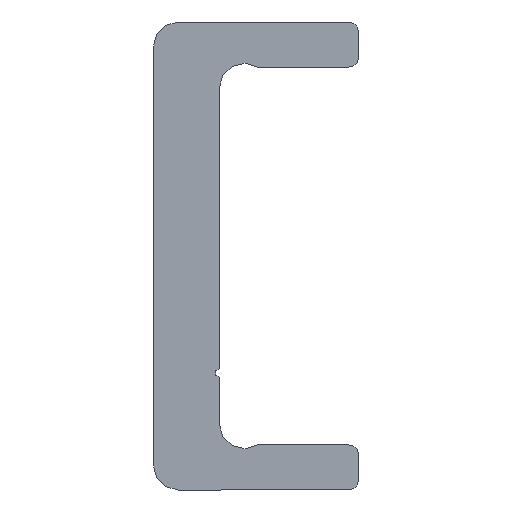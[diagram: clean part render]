
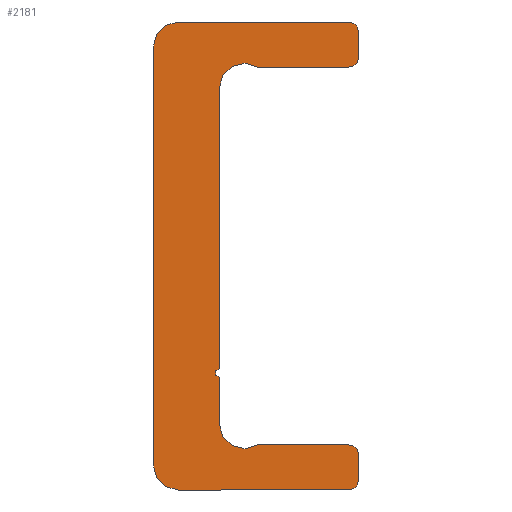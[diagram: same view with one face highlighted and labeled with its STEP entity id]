
A CAD part, left-side view. The second image highlights one B-rep face of the part: STEP entity #2181.
In plain terms, the highlighted planar face has unit normal (-1, 0, 0).
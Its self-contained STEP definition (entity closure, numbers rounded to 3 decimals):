
#1427=CARTESIAN_POINT('',(0.0,2.2,10.03));
#1428=VERTEX_POINT('',#1427);
#1435=CARTESIAN_POINT('',(0.0,2.2,-6.75));
#1436=VERTEX_POINT('',#1435);
#1437=CARTESIAN_POINT('',(0.0,2.2,10.03));
#1438=DIRECTION('',(0.0,0.0,-1.0));
#1439=VECTOR('',#1438,16.78);
#1440=LINE('',#1437,#1439);
#1441=EDGE_CURVE('',#1428,#1436,#1440,.T.);
#1550=CARTESIAN_POINT('',(0.0,-0.098,11.3));
#1551=VERTEX_POINT('',#1550);
#1558=CARTESIAN_POINT('',(0.0,0.7,10.03));
#1559=DIRECTION('',(-1.0,0.0,0.0));
#1560=DIRECTION('',(0.0,-1.0,0.0));
#1561=AXIS2_PLACEMENT_3D('',#1558,#1559,#1560);
#1562=CIRCLE('',#1561,1.5);
#1563=EDGE_CURVE('',#1551,#1428,#1562,.T.);
#1582=CARTESIAN_POINT('',(0.0,-5.55,11.3));
#1583=VERTEX_POINT('',#1582);
#1590=CARTESIAN_POINT('',(0.0,-5.55,11.3));
#1591=DIRECTION('',(0.0,1.0,0.0));
#1592=VECTOR('',#1591,5.452);
#1593=LINE('',#1590,#1592);
#1594=EDGE_CURVE('',#1583,#1551,#1593,.T.);
#1614=CARTESIAN_POINT('',(0.0,-6.15,11.9));
#1615=VERTEX_POINT('',#1614);
#1622=CARTESIAN_POINT('',(0.0,-5.55,11.9));
#1623=DIRECTION('',(1.0,0.0,0.0));
#1624=DIRECTION('',(0.0,-1.0,0.0));
#1625=AXIS2_PLACEMENT_3D('',#1622,#1623,#1624);
#1626=CIRCLE('',#1625,0.6);
#1627=EDGE_CURVE('',#1615,#1583,#1626,.T.);
#1646=CARTESIAN_POINT('',(0.0,-6.15,13.4));
#1647=VERTEX_POINT('',#1646);
#1654=CARTESIAN_POINT('',(0.0,-6.15,13.4));
#1655=DIRECTION('',(0.0,0.0,-1.0));
#1656=VECTOR('',#1655,1.5);
#1657=LINE('',#1654,#1656);
#1658=EDGE_CURVE('',#1647,#1615,#1657,.T.);
#1678=CARTESIAN_POINT('',(0.0,-5.55,14.));
#1679=VERTEX_POINT('',#1678);
#1686=CARTESIAN_POINT('',(0.0,-5.55,13.4));
#1687=DIRECTION('',(1.0,0.0,0.0));
#1688=DIRECTION('',(0.0,0.0,1.0));
#1689=AXIS2_PLACEMENT_3D('',#1686,#1687,#1688);
#1690=CIRCLE('',#1689,0.6);
#1691=EDGE_CURVE('',#1679,#1647,#1690,.T.);
#1710=CARTESIAN_POINT('',(0.0,4.65,14.));
#1711=VERTEX_POINT('',#1710);
#1718=CARTESIAN_POINT('',(0.0,4.65,14.));
#1719=DIRECTION('',(0.0,-1.0,0.0));
#1720=VECTOR('',#1719,10.2);
#1721=LINE('',#1718,#1720);
#1722=EDGE_CURVE('',#1711,#1679,#1721,.T.);
#1742=CARTESIAN_POINT('',(0.0,6.15,12.5));
#1743=VERTEX_POINT('',#1742);
#1750=CARTESIAN_POINT('',(0.0,4.65,12.5));
#1751=DIRECTION('',(1.0,0.0,0.0));
#1752=DIRECTION('',(0.0,1.0,0.0));
#1753=AXIS2_PLACEMENT_3D('',#1750,#1751,#1752);
#1754=CIRCLE('',#1753,1.5);
#1755=EDGE_CURVE('',#1743,#1711,#1754,.T.);
#1774=CARTESIAN_POINT('',(0.0,6.15,-12.5));
#1775=VERTEX_POINT('',#1774);
#1782=CARTESIAN_POINT('',(0.0,6.15,-12.5));
#1783=DIRECTION('',(0.0,0.0,1.0));
#1784=VECTOR('',#1783,25.);
#1785=LINE('',#1782,#1784);
#1786=EDGE_CURVE('',#1775,#1743,#1785,.T.);
#1890=CARTESIAN_POINT('',(0.0,4.65,-14.));
#1891=VERTEX_POINT('',#1890);
#1898=CARTESIAN_POINT('',(0.0,4.65,-12.5));
#1899=DIRECTION('',(1.0,0.0,0.0));
#1900=DIRECTION('',(0.0,0.0,-1.0));
#1901=AXIS2_PLACEMENT_3D('',#1898,#1899,#1900);
#1902=CIRCLE('',#1901,1.5);
#1903=EDGE_CURVE('',#1891,#1775,#1902,.T.);
#1922=CARTESIAN_POINT('',(0.0,-5.55,-14.));
#1923=VERTEX_POINT('',#1922);
#1930=CARTESIAN_POINT('',(0.0,-5.55,-14.));
#1931=DIRECTION('',(0.0,1.0,0.0));
#1932=VECTOR('',#1931,10.2);
#1933=LINE('',#1930,#1932);
#1934=EDGE_CURVE('',#1923,#1891,#1933,.T.);
#1954=CARTESIAN_POINT('',(0.0,-6.15,-13.4));
#1955=VERTEX_POINT('',#1954);
#1962=CARTESIAN_POINT('',(0.0,-5.55,-13.4));
#1963=DIRECTION('',(1.0,0.0,0.0));
#1964=DIRECTION('',(0.0,-1.0,0.0));
#1965=AXIS2_PLACEMENT_3D('',#1962,#1963,#1964);
#1966=CIRCLE('',#1965,0.6);
#1967=EDGE_CURVE('',#1955,#1923,#1966,.T.);
#1986=CARTESIAN_POINT('',(0.0,-6.15,-11.9));
#1987=VERTEX_POINT('',#1986);
#1994=CARTESIAN_POINT('',(0.0,-6.15,-11.9));
#1995=DIRECTION('',(0.0,0.0,-1.0));
#1996=VECTOR('',#1995,1.5);
#1997=LINE('',#1994,#1996);
#1998=EDGE_CURVE('',#1987,#1955,#1997,.T.);
#2018=CARTESIAN_POINT('',(0.0,-5.55,-11.3));
#2019=VERTEX_POINT('',#2018);
#2026=CARTESIAN_POINT('',(0.0,-5.55,-11.9));
#2027=DIRECTION('',(1.0,0.0,0.0));
#2028=DIRECTION('',(0.0,0.0,1.0));
#2029=AXIS2_PLACEMENT_3D('',#2026,#2027,#2028);
#2030=CIRCLE('',#2029,0.6);
#2031=EDGE_CURVE('',#2019,#1987,#2030,.T.);
#2050=CARTESIAN_POINT('',(0.0,-0.098,-11.3));
#2051=VERTEX_POINT('',#2050);
#2058=CARTESIAN_POINT('',(0.0,-0.098,-11.3));
#2059=DIRECTION('',(0.0,-1.0,0.0));
#2060=VECTOR('',#2059,5.452);
#2061=LINE('',#2058,#2060);
#2062=EDGE_CURVE('',#2051,#2019,#2061,.T.);
#2082=CARTESIAN_POINT('',(0.0,2.2,-10.03));
#2083=VERTEX_POINT('',#2082);
#2090=CARTESIAN_POINT('',(0.0,0.7,-10.03));
#2091=DIRECTION('',(-1.0,0.0,0.0));
#2092=DIRECTION('',(0.0,0.532,0.847));
#2093=AXIS2_PLACEMENT_3D('',#2090,#2091,#2092);
#2094=CIRCLE('',#2093,1.5);
#2095=EDGE_CURVE('',#2083,#2051,#2094,.T.);
#2114=CARTESIAN_POINT('',(0.0,2.2,-7.25));
#2115=VERTEX_POINT('',#2114);
#2122=CARTESIAN_POINT('',(0.0,2.2,-7.25));
#2123=DIRECTION('',(0.0,0.0,-1.0));
#2124=VECTOR('',#2123,2.78);
#2125=LINE('',#2122,#2124);
#2126=EDGE_CURVE('',#2115,#2083,#2125,.T.);
#2145=CARTESIAN_POINT('',(0.0,2.2,-7.));
#2146=DIRECTION('',(-1.0,0.0,0.0));
#2147=DIRECTION('',(0.0,0.0,1.0));
#2148=AXIS2_PLACEMENT_3D('',#2145,#2146,#2147);
#2149=CIRCLE('',#2148,0.25);
#2150=EDGE_CURVE('',#1436,#2115,#2149,.T.);
#2156=CARTESIAN_POINT('',(0.0,1.611,-0.021));
#2157=DIRECTION('',(1.0,0.0,0.0));
#2158=DIRECTION('',(0.0,0.0,-1.0));
#2159=AXIS2_PLACEMENT_3D('',#2156,#2157,#2158);
#2160=PLANE('',#2159);
#2161=ORIENTED_EDGE('',*,*,#2150,.F.);
#2162=ORIENTED_EDGE('',*,*,#1441,.F.);
#2163=ORIENTED_EDGE('',*,*,#1563,.F.);
#2164=ORIENTED_EDGE('',*,*,#1594,.F.);
#2165=ORIENTED_EDGE('',*,*,#1627,.F.);
#2166=ORIENTED_EDGE('',*,*,#1658,.F.);
#2167=ORIENTED_EDGE('',*,*,#1691,.F.);
#2168=ORIENTED_EDGE('',*,*,#1722,.F.);
#2169=ORIENTED_EDGE('',*,*,#1755,.F.);
#2170=ORIENTED_EDGE('',*,*,#1786,.F.);
#2171=ORIENTED_EDGE('',*,*,#1903,.F.);
#2172=ORIENTED_EDGE('',*,*,#1934,.F.);
#2173=ORIENTED_EDGE('',*,*,#1967,.F.);
#2174=ORIENTED_EDGE('',*,*,#1998,.F.);
#2175=ORIENTED_EDGE('',*,*,#2031,.F.);
#2176=ORIENTED_EDGE('',*,*,#2062,.F.);
#2177=ORIENTED_EDGE('',*,*,#2095,.F.);
#2178=ORIENTED_EDGE('',*,*,#2126,.F.);
#2179=EDGE_LOOP('',(#2161,#2162,#2163,#2164,#2165,#2166,#2167,#2168,#2169,#2170,#2171,#2172,#2173,#2174,#2175,#2176,#2177,#2178));
#2180=FACE_OUTER_BOUND('',#2179,.T.);
#2181=ADVANCED_FACE('',(#2180),#2160,.F.);
